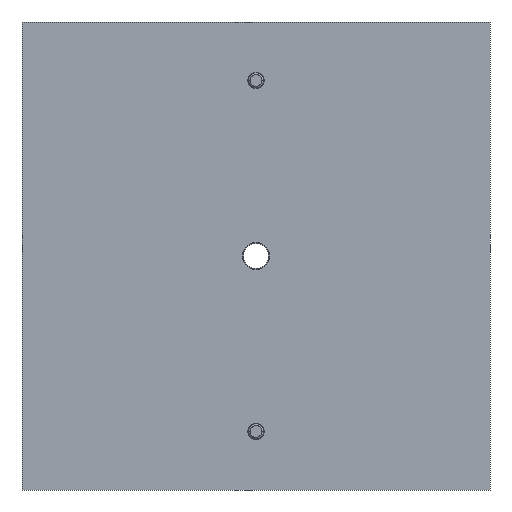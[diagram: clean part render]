
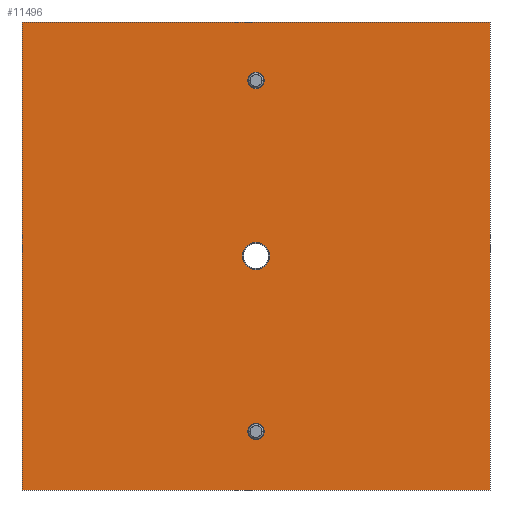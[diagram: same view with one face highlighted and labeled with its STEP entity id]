
A CAD part, front view. The second image highlights one B-rep face of the part: STEP entity #11496.
In plain terms, the highlighted planar face has unit normal (0, -1, 0).
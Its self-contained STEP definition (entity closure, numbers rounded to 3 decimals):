
#281 = FACE_OUTER_BOUND ( 'NONE', #17858, .T. ) ;
#768 = DIRECTION ( 'NONE',  ( 0., 0., 1. ) ) ;
#950 = DIRECTION ( 'NONE',  ( 0., 1., 0. ) ) ;
#959 = EDGE_LOOP ( 'NONE', ( #3885, #10435 ) ) ;
#1154 = AXIS2_PLACEMENT_3D ( 'NONE', #25631, #5759, #14607 ) ;
#1176 = DIRECTION ( 'NONE',  ( 0., 0., 1. ) ) ;
#1250 = LINE ( 'NONE', #10107, #26996 ) ;
#1271 = DIRECTION ( 'NONE',  ( 0., 0., -1. ) ) ;
#2257 = CARTESIAN_POINT ( 'NONE',  ( 18.75, -2.15, 42.45 ) ) ;
#2407 = VERTEX_POINT ( 'NONE', #11143 ) ;
#2464 = FACE_BOUND ( 'NONE', #26364, .T. ) ;
#2751 = VECTOR ( 'NONE', #1271, 1000. ) ;
#3027 = CARTESIAN_POINT ( 'NONE',  ( 18.75, -2.15, -0.45 ) ) ;
#3166 = EDGE_CURVE ( 'NONE', #10229, #26115, #22616, .T. ) ;
#3481 = DIRECTION ( 'NONE',  ( 0., 1., 0. ) ) ;
#3885 = ORIENTED_EDGE ( 'NONE', *, *, #3166, .T. ) ;
#5174 = VECTOR ( 'NONE', #768, 1000. ) ;
#5759 = DIRECTION ( 'NONE',  ( 0., 1., 0. ) ) ;
#5829 = VECTOR ( 'NONE', #8132, 1000. ) ;
#5855 = CARTESIAN_POINT ( 'NONE',  ( 18.75, -2.15, -1.5 ) ) ;
#6269 = ORIENTED_EDGE ( 'NONE', *, *, #26512, .T. ) ;
#6968 = DIRECTION ( 'NONE',  ( 0., 0., 1. ) ) ;
#7222 = DIRECTION ( 'NONE',  ( 0., 1., 0. ) ) ;
#7974 = ORIENTED_EDGE ( 'NONE', *, *, #10556, .T. ) ;
#8132 = DIRECTION ( 'NONE',  ( -1., 0., 0. ) ) ;
#8254 = CIRCLE ( 'NONE', #24477, 1.05 ) ;
#8401 = ORIENTED_EDGE ( 'NONE', *, *, #18892, .T. ) ;
#9127 = EDGE_LOOP ( 'NONE', ( #26342, #6269 ) ) ;
#9150 = PLANE ( 'NONE',  #24493 ) ;
#9379 = CIRCLE ( 'NONE', #25580, 1.05 ) ;
#9809 = DIRECTION ( 'NONE',  ( 0., 0., 1. ) ) ;
#10107 = CARTESIAN_POINT ( 'NONE',  ( -11.25, -2.15, -9. ) ) ;
#10120 = AXIS2_PLACEMENT_3D ( 'NONE', #23352, #3481, #12337 ) ;
#10229 = VERTEX_POINT ( 'NONE', #17583 ) ;
#10435 = ORIENTED_EDGE ( 'NONE', *, *, #19490, .T. ) ;
#10556 = EDGE_CURVE ( 'NONE', #17231, #24362, #8254, .T. ) ;
#10773 = VERTEX_POINT ( 'NONE', #27804 ) ;
#11143 = CARTESIAN_POINT ( 'NONE',  ( 18.75, -2.15, 19.25 ) ) ;
#11159 = CARTESIAN_POINT ( 'NONE',  ( 18.75, -2.15, 22.75 ) ) ;
#11321 = FACE_BOUND ( 'NONE', #959, .T. ) ;
#11427 = CIRCLE ( 'NONE', #27643, 1.75 ) ;
#11496 = ADVANCED_FACE ( 'NONE', ( #2464, #11321, #20155, #281 ), #9150, .F. ) ;
#11807 = LINE ( 'NONE', #20633, #5174 ) ;
#12078 = CARTESIAN_POINT ( 'NONE',  ( -11.25, -2.15, 51. ) ) ;
#12207 = CARTESIAN_POINT ( 'NONE',  ( 18.75, -2.15, 43.5 ) ) ;
#12300 = LINE ( 'NONE', #21136, #2751 ) ;
#12337 = DIRECTION ( 'NONE',  ( 0., 0., 1. ) ) ;
#12446 = AXIS2_PLACEMENT_3D ( 'NONE', #12207, #21040, #1176 ) ;
#12898 = CARTESIAN_POINT ( 'NONE',  ( 18.75, -2.15, -2.55 ) ) ;
#13414 = CARTESIAN_POINT ( 'NONE',  ( -11.25, -2.15, -9. ) ) ;
#13670 = CIRCLE ( 'NONE', #1154, 1.75 ) ;
#14607 = DIRECTION ( 'NONE',  ( 0., 0., 1. ) ) ;
#14675 = CARTESIAN_POINT ( 'NONE',  ( 48.75, -2.15, 51. ) ) ;
#14698 = DIRECTION ( 'NONE',  ( 0., 1., 0. ) ) ;
#15035 = VERTEX_POINT ( 'NONE', #13414 ) ;
#15274 = EDGE_CURVE ( 'NONE', #10773, #23193, #11807, .T. ) ;
#16063 = DIRECTION ( 'NONE',  ( 0., 0., 1. ) ) ;
#16535 = VERTEX_POINT ( 'NONE', #11159 ) ;
#17130 = ORIENTED_EDGE ( 'NONE', *, *, #18047, .T. ) ;
#17231 = VERTEX_POINT ( 'NONE', #3027 ) ;
#17583 = CARTESIAN_POINT ( 'NONE',  ( 18.75, -2.15, 44.55 ) ) ;
#17782 = ORIENTED_EDGE ( 'NONE', *, *, #21176, .T. ) ;
#17858 = EDGE_LOOP ( 'NONE', ( #27823, #24349, #17782, #8401 ) ) ;
#17980 = CARTESIAN_POINT ( 'NONE',  ( 0., -2.15, 0. ) ) ;
#18047 = EDGE_CURVE ( 'NONE', #24362, #17231, #9379, .T. ) ;
#18892 = EDGE_CURVE ( 'NONE', #15035, #10773, #1250, .T. ) ;
#18942 = DIRECTION ( 'NONE',  ( 1., 0., 0. ) ) ;
#19147 = LINE ( 'NONE', #28009, #5829 ) ;
#19490 = EDGE_CURVE ( 'NONE', #26115, #10229, #24949, .T. ) ;
#20155 = FACE_BOUND ( 'NONE', #9127, .T. ) ;
#20633 = CARTESIAN_POINT ( 'NONE',  ( 48.75, -2.15, -9. ) ) ;
#20815 = CARTESIAN_POINT ( 'NONE',  ( 18.75, -2.15, 21. ) ) ;
#21040 = DIRECTION ( 'NONE',  ( 0., 1., 0. ) ) ;
#21136 = CARTESIAN_POINT ( 'NONE',  ( -11.25, -2.15, -9. ) ) ;
#21176 = EDGE_CURVE ( 'NONE', #27313, #15035, #12300, .T. ) ;
#22222 = EDGE_CURVE ( 'NONE', #23193, #27313, #19147, .T. ) ;
#22616 = CIRCLE ( 'NONE', #10120, 1.05 ) ;
#23193 = VERTEX_POINT ( 'NONE', #14675 ) ;
#23352 = CARTESIAN_POINT ( 'NONE',  ( 18.75, -2.15, 43.5 ) ) ;
#23537 = DIRECTION ( 'NONE',  ( 0., 0., 1. ) ) ;
#24349 = ORIENTED_EDGE ( 'NONE', *, *, #22222, .T. ) ;
#24362 = VERTEX_POINT ( 'NONE', #12898 ) ;
#24477 = AXIS2_PLACEMENT_3D ( 'NONE', #27090, #7222, #16063 ) ;
#24493 = AXIS2_PLACEMENT_3D ( 'NONE', #17980, #26843, #6968 ) ;
#24949 = CIRCLE ( 'NONE', #12446, 1.05 ) ;
#25580 = AXIS2_PLACEMENT_3D ( 'NONE', #5855, #14698, #23537 ) ;
#25631 = CARTESIAN_POINT ( 'NONE',  ( 18.75, -2.15, 21. ) ) ;
#26115 = VERTEX_POINT ( 'NONE', #2257 ) ;
#26342 = ORIENTED_EDGE ( 'NONE', *, *, #28700, .T. ) ;
#26364 = EDGE_LOOP ( 'NONE', ( #7974, #17130 ) ) ;
#26512 = EDGE_CURVE ( 'NONE', #2407, #16535, #13670, .T. ) ;
#26843 = DIRECTION ( 'NONE',  ( 0., 1., 0. ) ) ;
#26996 = VECTOR ( 'NONE', #18942, 1000. ) ;
#27090 = CARTESIAN_POINT ( 'NONE',  ( 18.75, -2.15, -1.5 ) ) ;
#27313 = VERTEX_POINT ( 'NONE', #12078 ) ;
#27643 = AXIS2_PLACEMENT_3D ( 'NONE', #20815, #950, #9809 ) ;
#27804 = CARTESIAN_POINT ( 'NONE',  ( 48.75, -2.15, -9. ) ) ;
#27823 = ORIENTED_EDGE ( 'NONE', *, *, #15274, .T. ) ;
#28009 = CARTESIAN_POINT ( 'NONE',  ( -11.25, -2.15, 51. ) ) ;
#28700 = EDGE_CURVE ( 'NONE', #16535, #2407, #11427, .T. ) ;
